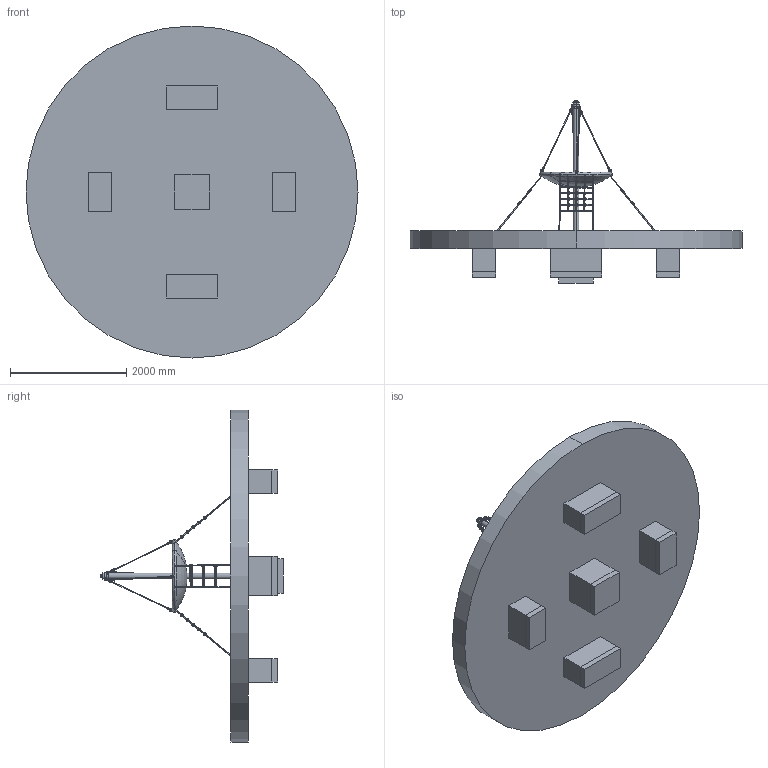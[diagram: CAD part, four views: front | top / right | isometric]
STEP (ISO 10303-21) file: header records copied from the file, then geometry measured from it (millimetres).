
FILE_DESCRIPTION (( 'STEP AP214' ), '1' );
FILE_NAME ('4594-30.STEP', '2018-11-01T15:22:52', ( '' ), ( '' ), 'SwSTEP 2.0', 'SolidWorks 2018', '' );
FILE_SCHEMA (( 'AUTOMOTIVE_DESIGN' ));
Length unit declared in the file: millimetre
Products named in the file (93): Kausche4594-30; AH-Seile; Kugel4594-30; Mittelfundament; Fundament-Aufstiegsnetz; Seile-Leiter; PA Adapter_; Sprosse-4594-30; Fundament-Leiter; Seile-Leiter_Standard<Wie bearbeitet>; 10er Schäkel; 4594-30; Rohrschelle; Netz; Netz_Standard<Wie bearbeitet>; Vogelnest4594-30; Stahlpfosten3,0m; Abdeckkappe-4594-30; 10er Schäkel_Standard<Wie bearbeitet>; Mindestraum4594-30; AH-Seile_Standard<Wie bearbeitet>; Schaekel2er; Gehwegplatte
Assembly tree (74 placements, depth 2):
  Kausche4594-30
  AH-Seile
  Kugel4594-30
  Mittelfundament
  Kugel4594-30
Bounding box: 5700 x 3138.96 x 5700 mm (x, y, z)
Volume: 8542901446.2 mm3; surface area: 76797805.9 mm2
Topology: 166 solids, 166 shells, 3472 faces, 8603 edges, 5450 vertices
Faces by surface type: plane 1433, cylinder 977, torus 610, bspline 352, sphere 68, cone 32
Entity records: 32477 total; most frequent: CARTESIAN_POINT 11492, ORIENTED_EDGE 3786, DIRECTION 3652, EDGE_CURVE 1893, AXIS2_PLACEMENT_3D 1396, VERTEX_POINT 1202, EDGE_LOOP 873, VECTOR 860
